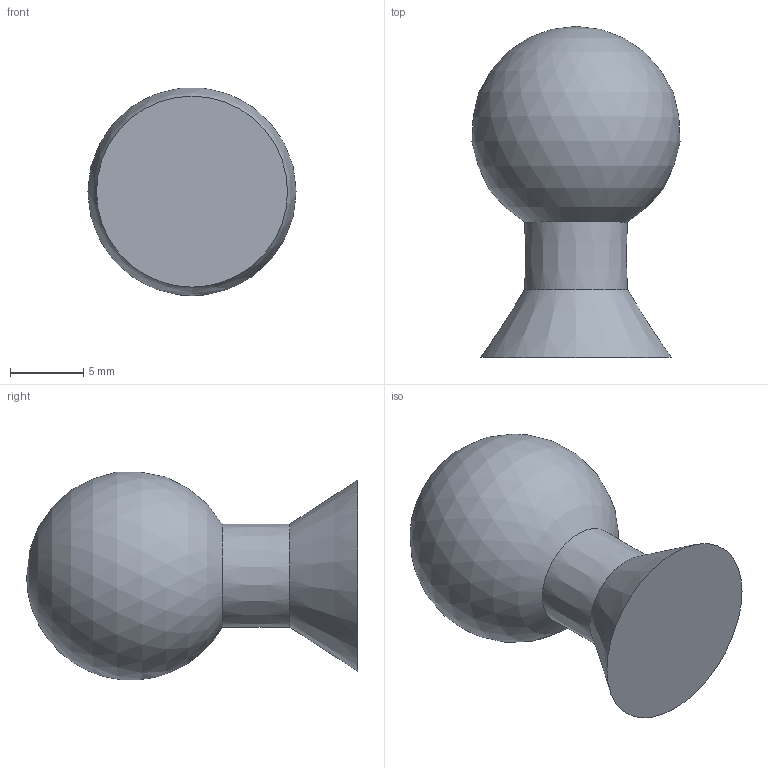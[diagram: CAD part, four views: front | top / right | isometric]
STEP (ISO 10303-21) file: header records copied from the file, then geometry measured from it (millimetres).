
FILE_DESCRIPTION(/* description */ (''),/* implementation_level */ '2;1');
FILE_NAME(/* name */ 'universal-ball-connector v2.step',/* time_stamp */ '2021-12-02T17:36:42-05:00',/* author */ (''),/* organization */ (''),/* preprocessor_version */ 'ST-DEVELOPER v18.1',/* originating_system */ 'Autodesk Translation Framework v10.10.0.1391',/* authorisation */ '');
FILE_SCHEMA (('AUTOMOTIVE_DESIGN { 1 0 10303 214 3 1 1 }'));
Length unit declared in the file: millimetre
Products named in the file (1): universal-ball-connector
Bounding box: 14.16 x 22.53 x 14.15 mm (x, y, z)
Volume: 2041.6 mm3; surface area: 1002 mm2
Topology: 1 solids, 1 shells, 4 faces, 10 edges, 7 vertices
Faces by surface type: cone 2, plane 1, sphere 1
Entity records: 219 total; most frequent: CARTESIAN_POINT 98, ORIENTED_EDGE 18, DIRECTION 16, EDGE_CURVE 9, VERTEX_POINT 7, AXIS2_PLACEMENT_3D 7, B_SPLINE_CURVE_WITH_KNOTS 5, FACE_OUTER_BOUND 4
